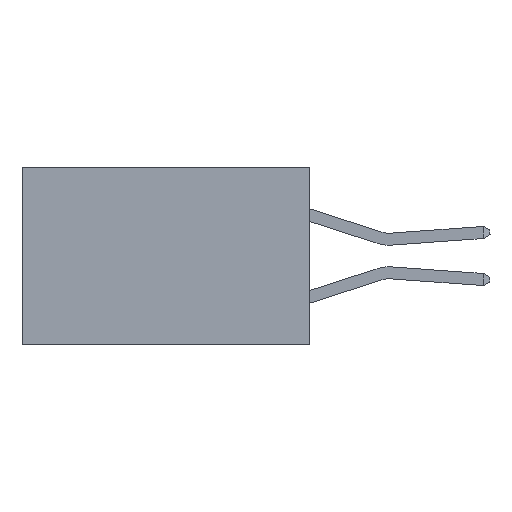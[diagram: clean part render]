
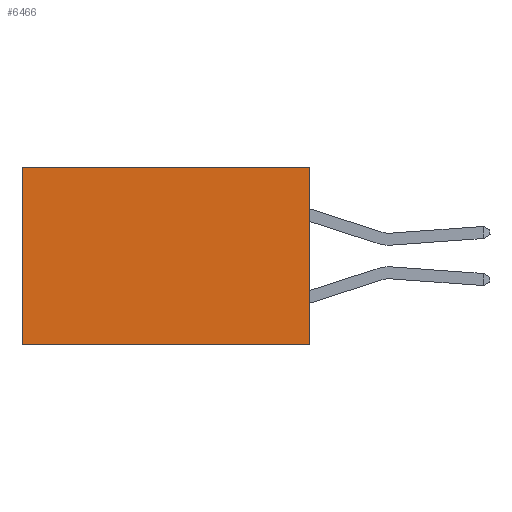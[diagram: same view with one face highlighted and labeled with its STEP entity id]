
A CAD part, left-side view. The second image highlights one B-rep face of the part: STEP entity #6466.
In plain terms, the highlighted planar face has unit normal (-1, 0, 0).
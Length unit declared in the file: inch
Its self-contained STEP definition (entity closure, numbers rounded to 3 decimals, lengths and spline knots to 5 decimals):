
#252 = ORIENTED_EDGE ( 'NONE', *, *, #8673, .F. ) ;
#441 = CARTESIAN_POINT ( 'NONE',  ( 0.2615, 0., -0.37 ) ) ;
#985 = ORIENTED_EDGE ( 'NONE', *, *, #11954, .T. ) ;
#1058 = VERTEX_POINT ( 'NONE', #2789 ) ;
#1165 = EDGE_CURVE ( 'NONE', #1058, #9363, #11239, .T. ) ;
#1721 = LINE ( 'NONE', #3844, #7632 ) ;
#2496 = DIRECTION ( 'NONE',  ( 0., 0., -1. ) ) ;
#2789 = CARTESIAN_POINT ( 'NONE',  ( 0.2615, 0.6, 0. ) ) ;
#2885 = DIRECTION ( 'NONE',  ( 0., 0., -1. ) ) ;
#2921 = ORIENTED_EDGE ( 'NONE', *, *, #9574, .F. ) ;
#3205 = CARTESIAN_POINT ( 'NONE',  ( 0.2615, 0., -0.37 ) ) ;
#3796 = DIRECTION ( 'NONE',  ( 0., 1., 0. ) ) ;
#3844 = CARTESIAN_POINT ( 'NONE',  ( 0.2615, 0., -0.37 ) ) ;
#3892 = ORIENTED_EDGE ( 'NONE', *, *, #1165, .T. ) ;
#4405 = VERTEX_POINT ( 'NONE', #441 ) ;
#4913 = CARTESIAN_POINT ( 'NONE',  ( 0.2615, 0.6, -0.37 ) ) ;
#5510 = VECTOR ( 'NONE', #2496, 39.37008 ) ;
#6466 = ADVANCED_FACE ( 'NONE', ( #12434 ), #9431, .F. ) ;
#6506 = LINE ( 'NONE', #3205, #9342 ) ;
#6591 = VECTOR ( 'NONE', #6860, 39.37008 ) ;
#6860 = DIRECTION ( 'NONE',  ( 0., 1., 0. ) ) ;
#6924 = CARTESIAN_POINT ( 'NONE',  ( 0.2615, 0., 0. ) ) ;
#6933 = LINE ( 'NONE', #6924, #6591 ) ;
#6935 = EDGE_LOOP ( 'NONE', ( #3892, #2921, #252, #985 ) ) ;
#7038 = CARTESIAN_POINT ( 'NONE',  ( 0.2615, 0., 0. ) ) ;
#7632 = VECTOR ( 'NONE', #3796, 39.37008 ) ;
#8512 = VERTEX_POINT ( 'NONE', #7038 ) ;
#8673 = EDGE_CURVE ( 'NONE', #8512, #4405, #6506, .T. ) ;
#9076 = AXIS2_PLACEMENT_3D ( 'NONE', #9410, #9388, #9372 ) ;
#9342 = VECTOR ( 'NONE', #2885, 39.37008 ) ;
#9363 = VERTEX_POINT ( 'NONE', #10747 ) ;
#9372 = DIRECTION ( 'NONE',  ( 0., 0., -1. ) ) ;
#9388 = DIRECTION ( 'NONE',  ( 1., 0., 0. ) ) ;
#9410 = CARTESIAN_POINT ( 'NONE',  ( 0.2615, 0., -0.37 ) ) ;
#9431 = PLANE ( 'NONE',  #9076 ) ;
#9574 = EDGE_CURVE ( 'NONE', #4405, #9363, #1721, .T. ) ;
#10747 = CARTESIAN_POINT ( 'NONE',  ( 0.2615, 0.6, -0.37 ) ) ;
#11239 = LINE ( 'NONE', #4913, #5510 ) ;
#11954 = EDGE_CURVE ( 'NONE', #8512, #1058, #6933, .T. ) ;
#12434 = FACE_OUTER_BOUND ( 'NONE', #6935, .T. ) ;
